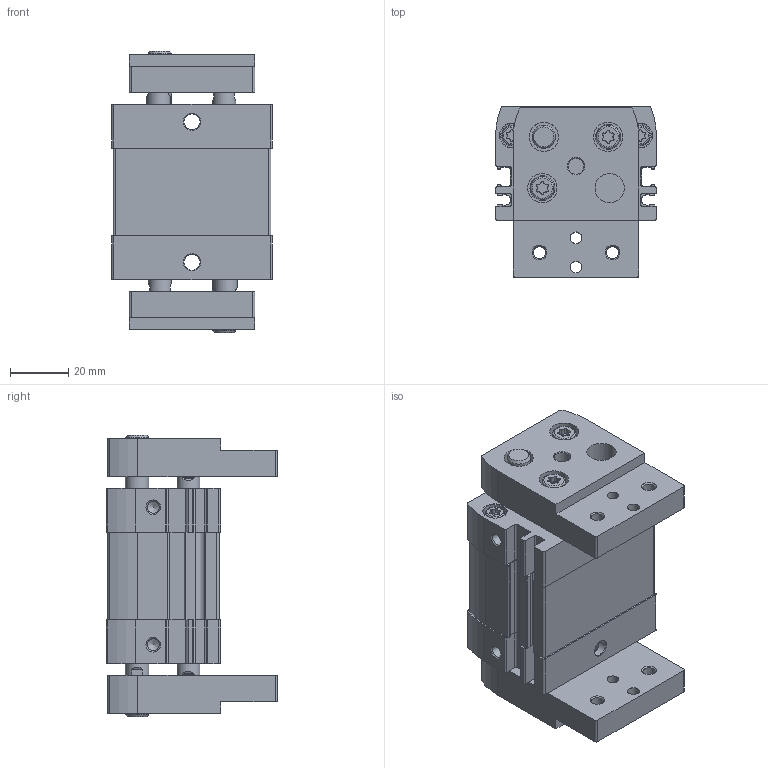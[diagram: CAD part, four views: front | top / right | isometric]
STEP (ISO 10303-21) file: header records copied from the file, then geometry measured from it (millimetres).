
FILE_DESCRIPTION(/* description */ ('STEP AP214'),/* implementation_level */ '2;1');
FILE_NAME(/* name */ '8112217_DHPL-16-30-P-A',/* time_stamp */ '2024-08-18T12:55:15+02:00',/* author */ ('License CC BY-ND 4.0'),/* organization */ ('CADENAS'),/* preprocessor_version */ 'ST-DEVELOPER v19.3',/* originating_system */ 'PARTsolutions',/* authorisation */ ' ');
FILE_SCHEMA (('AUTOMOTIVE_DESIGN {1 0 10303 214 3 1 1}'));
Length unit declared in the file: millimetre
Products named in the file (3): 8112217 DHPL-16-30-P-A---(0_high); 8112217 DHPL-16-30-P-A---(high_h); 8112217 DHPL-16-30-P-A---(high_s)
Assembly tree (3 placements, depth 2):
  8112217 DHPL-16-30-P-A---(0_high)
    8112217 DHPL-16-30-P-A---(high_h)
    8112217 DHPL-16-30-P-A---(high_s)  x2
Bounding box: 55 x 58.5 x 96.4 mm (x, y, z)
Volume: 164016.7 mm3; surface area: 51899.5 mm2
Topology: 3 solids, 3 shells, 506 faces, 1297 edges, 845 vertices
Faces by surface type: cylinder 276, plane 175, cone 45, torus 10
Full cylindrical faces by diameter (mm): 2 x2, 3 x1, 4 x4, 4.134 x8, 5.459 x2, 5.5 x4, 6.647 x2, 8 x14, 10 x8, 12 x1, 16 x4, 24 x1
Entity records: 12779 total; most frequent: DIRECTION 2348, CARTESIAN_POINT 2230, ORIENTED_EDGE 2002, EDGE_CURVE 1001, AXIS2_PLACEMENT_3D 931, VERTEX_POINT 705, FACE_BOUND 574, EDGE_LOOP 572
